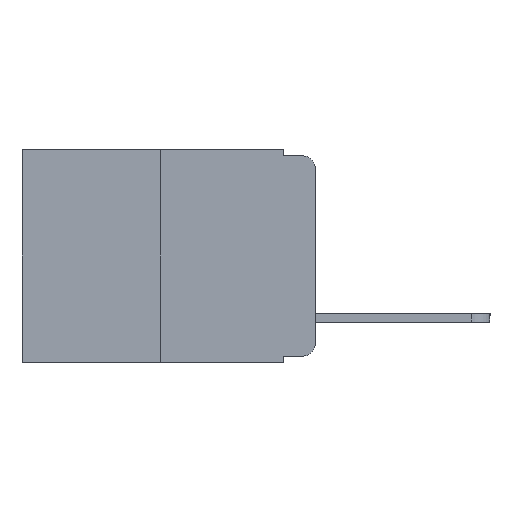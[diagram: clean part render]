
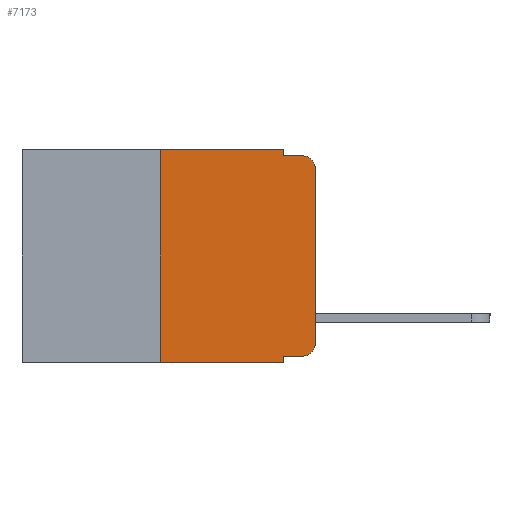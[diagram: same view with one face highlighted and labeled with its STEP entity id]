
A CAD part, left-side view. The second image highlights one B-rep face of the part: STEP entity #7173.
In plain terms, the highlighted planar face has unit normal (-1, 0, 0).
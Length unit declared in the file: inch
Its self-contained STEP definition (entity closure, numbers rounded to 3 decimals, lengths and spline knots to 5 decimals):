
#31 = CARTESIAN_POINT ( 'NONE',  ( 0., 0.25, 0. ) ) ;
#300 = VERTEX_POINT ( 'NONE', #5039 ) ;
#311 = EDGE_CURVE ( 'NONE', #7503, #12026, #16062, .T. ) ;
#533 = CARTESIAN_POINT ( 'NONE',  ( 0., 0.473, -0.343 ) ) ;
#839 = VECTOR ( 'NONE', #2652, 39.37008 ) ;
#1068 = CARTESIAN_POINT ( 'NONE',  ( 0., 0.051, 0. ) ) ;
#1097 = EDGE_CURVE ( 'NONE', #5714, #7503, #1145, .T. ) ;
#1145 = CIRCLE ( 'NONE', #6512, 0.02 ) ;
#1230 = FACE_OUTER_BOUND ( 'NONE', #6070, .T. ) ;
#1417 = ORIENTED_EDGE ( 'NONE', *, *, #4792, .F. ) ;
#1475 = LINE ( 'NONE', #10515, #8255 ) ;
#2169 = ORIENTED_EDGE ( 'NONE', *, *, #15399, .F. ) ;
#2242 = DIRECTION ( 'NONE',  ( 0., -1., 0. ) ) ;
#2482 = CARTESIAN_POINT ( 'NONE',  ( 0., 0.25, -0.343 ) ) ;
#2488 = DIRECTION ( 'NONE',  ( -1., 0., 0. ) ) ;
#2605 = VERTEX_POINT ( 'NONE', #3132 ) ;
#2652 = DIRECTION ( 'NONE',  ( 0., -1., 0. ) ) ;
#2709 = LINE ( 'NONE', #3126, #5869 ) ;
#2824 = ORIENTED_EDGE ( 'NONE', *, *, #16622, .T. ) ;
#3126 = CARTESIAN_POINT ( 'NONE',  ( 0., 0.473, 0. ) ) ;
#3132 = CARTESIAN_POINT ( 'NONE',  ( 0., 0.051, -0.01 ) ) ;
#3473 = DIRECTION ( 'NONE',  ( 0., -1., 0. ) ) ;
#3592 = CARTESIAN_POINT ( 'NONE',  ( 0., 0., -0.313 ) ) ;
#3634 = CARTESIAN_POINT ( 'NONE',  ( 0., 0.051, 0. ) ) ;
#3767 = EDGE_CURVE ( 'NONE', #7887, #5641, #4440, .T. ) ;
#4360 = ORIENTED_EDGE ( 'NONE', *, *, #5406, .F. ) ;
#4440 = LINE ( 'NONE', #533, #839 ) ;
#4792 = EDGE_CURVE ( 'NONE', #10403, #10553, #2709, .T. ) ;
#4813 = CARTESIAN_POINT ( 'NONE',  ( 0., 0.02, -0.01 ) ) ;
#4854 = ORIENTED_EDGE ( 'NONE', *, *, #6424, .T. ) ;
#5039 = CARTESIAN_POINT ( 'NONE',  ( 0., 0.051, -0.333 ) ) ;
#5044 = VERTEX_POINT ( 'NONE', #4813 ) ;
#5156 = VECTOR ( 'NONE', #11813, 39.37008 ) ;
#5406 = EDGE_CURVE ( 'NONE', #7887, #10403, #7220, .T. ) ;
#5641 = VERTEX_POINT ( 'NONE', #10221 ) ;
#5714 = VERTEX_POINT ( 'NONE', #11707 ) ;
#5833 = CARTESIAN_POINT ( 'NONE',  ( 0., 0.051, -0.01 ) ) ;
#5869 = VECTOR ( 'NONE', #3473, 39.37008 ) ;
#5890 = DIRECTION ( 'NONE',  ( 0., -1., 0. ) ) ;
#6070 = EDGE_LOOP ( 'NONE', ( #17279, #2824, #16489, #11702, #1417, #4360, #13021, #2169, #4854, #8268 ) ) ;
#6424 = EDGE_CURVE ( 'NONE', #300, #5714, #1475, .T. ) ;
#6512 = AXIS2_PLACEMENT_3D ( 'NONE', #9044, #2488, #7646 ) ;
#6661 = VECTOR ( 'NONE', #5890, 39.37008 ) ;
#6705 = CARTESIAN_POINT ( 'NONE',  ( 0., 0.02, -0.03 ) ) ;
#6803 = CIRCLE ( 'NONE', #11526, 0.02 ) ;
#7173 = ADVANCED_FACE ( 'NONE', ( #1230 ), #11329, .F. ) ;
#7220 = LINE ( 'NONE', #13907, #10415 ) ;
#7503 = VERTEX_POINT ( 'NONE', #3592 ) ;
#7646 = DIRECTION ( 'NONE',  ( 0., 0., -1. ) ) ;
#7887 = VERTEX_POINT ( 'NONE', #2482 ) ;
#8091 = DIRECTION ( 'NONE',  ( 0., 0., -1. ) ) ;
#8255 = VECTOR ( 'NONE', #2242, 39.37008 ) ;
#8268 = ORIENTED_EDGE ( 'NONE', *, *, #1097, .T. ) ;
#8357 = LINE ( 'NONE', #1068, #5156 ) ;
#8533 = CARTESIAN_POINT ( 'NONE',  ( 0., 0.051, 0. ) ) ;
#8988 = EDGE_CURVE ( 'NONE', #2605, #5044, #10290, .T. ) ;
#9042 = CARTESIAN_POINT ( 'NONE',  ( 0., 0., -0.03 ) ) ;
#9044 = CARTESIAN_POINT ( 'NONE',  ( 0., 0.02, -0.313 ) ) ;
#9154 = AXIS2_PLACEMENT_3D ( 'NONE', #15521, #11439, #15730 ) ;
#9470 = VECTOR ( 'NONE', #11306, 39.37008 ) ;
#9570 = LINE ( 'NONE', #3634, #12252 ) ;
#10221 = CARTESIAN_POINT ( 'NONE',  ( 0., 0.051, -0.343 ) ) ;
#10290 = LINE ( 'NONE', #5833, #6661 ) ;
#10403 = VERTEX_POINT ( 'NONE', #31 ) ;
#10415 = VECTOR ( 'NONE', #12171, 39.37008 ) ;
#10515 = CARTESIAN_POINT ( 'NONE',  ( 0., 0.051, -0.333 ) ) ;
#10553 = VERTEX_POINT ( 'NONE', #8533 ) ;
#11306 = DIRECTION ( 'NONE',  ( 0., 0., 1. ) ) ;
#11329 = PLANE ( 'NONE',  #9154 ) ;
#11439 = DIRECTION ( 'NONE',  ( 1., 0., 0. ) ) ;
#11445 = EDGE_CURVE ( 'NONE', #10553, #2605, #9570, .T. ) ;
#11526 = AXIS2_PLACEMENT_3D ( 'NONE', #6705, #16040, #8091 ) ;
#11702 = ORIENTED_EDGE ( 'NONE', *, *, #11445, .F. ) ;
#11707 = CARTESIAN_POINT ( 'NONE',  ( 0., 0.02, -0.333 ) ) ;
#11813 = DIRECTION ( 'NONE',  ( 0., 0., -1. ) ) ;
#12026 = VERTEX_POINT ( 'NONE', #9042 ) ;
#12171 = DIRECTION ( 'NONE',  ( 0., 0., 1. ) ) ;
#12252 = VECTOR ( 'NONE', #14392, 39.37008 ) ;
#13021 = ORIENTED_EDGE ( 'NONE', *, *, #3767, .T. ) ;
#13865 = CARTESIAN_POINT ( 'NONE',  ( 0., 0., 0. ) ) ;
#13907 = CARTESIAN_POINT ( 'NONE',  ( 0., 0.25, 0. ) ) ;
#14392 = DIRECTION ( 'NONE',  ( 0., 0., -1. ) ) ;
#15399 = EDGE_CURVE ( 'NONE', #300, #5641, #8357, .T. ) ;
#15521 = CARTESIAN_POINT ( 'NONE',  ( 0., 0.473, 0. ) ) ;
#15730 = DIRECTION ( 'NONE',  ( 0., 0., -1. ) ) ;
#16040 = DIRECTION ( 'NONE',  ( -1., 0., 0. ) ) ;
#16062 = LINE ( 'NONE', #13865, #9470 ) ;
#16489 = ORIENTED_EDGE ( 'NONE', *, *, #8988, .F. ) ;
#16622 = EDGE_CURVE ( 'NONE', #12026, #5044, #6803, .T. ) ;
#17279 = ORIENTED_EDGE ( 'NONE', *, *, #311, .T. ) ;
